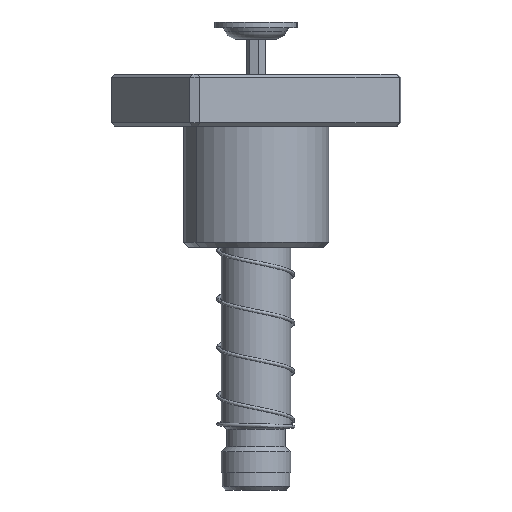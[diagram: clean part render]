
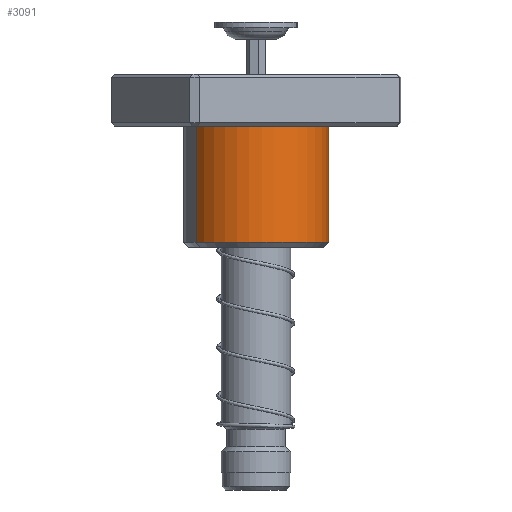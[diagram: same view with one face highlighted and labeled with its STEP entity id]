
A CAD part, front view. The second image highlights one B-rep face of the part: STEP entity #3091.
In plain terms, the highlighted cylindrical face has radius 21 mm (diameter 42 mm), a partial arc.
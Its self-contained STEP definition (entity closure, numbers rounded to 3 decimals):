
#14 = CARTESIAN_POINT ( 'NONE',  ( 0., -21., 15. ) ) ;
#179 = CARTESIAN_POINT ( 'NONE',  ( 0., 0., 15. ) ) ;
#454 = AXIS2_PLACEMENT_3D ( 'NONE', #179, #10003, #17709 ) ;
#2117 = CARTESIAN_POINT ( 'NONE',  ( -21., 0., 50. ) ) ;
#2779 = CIRCLE ( 'NONE', #15815, 21. ) ;
#3091 = ADVANCED_FACE ( 'NONE', ( #12100 ), #6135, .T. ) ;
#3938 = DIRECTION ( 'NONE',  ( 0., 0., -1. ) ) ;
#4477 = CARTESIAN_POINT ( 'NONE',  ( 21., 0., 48.5 ) ) ;
#4679 = CIRCLE ( 'NONE', #24595, 21. ) ;
#6135 = CYLINDRICAL_SURFACE ( 'NONE', #22877, 21. ) ;
#6518 = DIRECTION ( 'NONE',  ( -1., 0., 0. ) ) ;
#6870 = LINE ( 'NONE', #8173, #12536 ) ;
#6895 = LINE ( 'NONE', #2117, #14788 ) ;
#7769 = EDGE_CURVE ( 'NONE', #21633, #17513, #4679, .T. ) ;
#7908 = ORIENTED_EDGE ( 'NONE', *, *, #21456, .F. ) ;
#7943 = EDGE_CURVE ( 'NONE', #17513, #10624, #6895, .T. ) ;
#7959 = CARTESIAN_POINT ( 'NONE',  ( -21., 0., 15. ) ) ;
#8173 = CARTESIAN_POINT ( 'NONE',  ( 21., 0., 50. ) ) ;
#8605 = DIRECTION ( 'NONE',  ( 0., 0., -1. ) ) ;
#10003 = DIRECTION ( 'NONE',  ( 0., 0., 1. ) ) ;
#10624 = VERTEX_POINT ( 'NONE', #7959 ) ;
#10874 = DIRECTION ( 'NONE',  ( 0., 0., 1. ) ) ;
#11827 = EDGE_CURVE ( 'NONE', #10624, #13666, #22580, .T. ) ;
#12100 = FACE_OUTER_BOUND ( 'NONE', #25713, .T. ) ;
#12489 = DIRECTION ( 'NONE',  ( 0., 0., -1. ) ) ;
#12536 = VECTOR ( 'NONE', #3938, 1000. ) ;
#12640 = DIRECTION ( 'NONE',  ( 1., 0., 0. ) ) ;
#12960 = CARTESIAN_POINT ( 'NONE',  ( 21., 0., 15. ) ) ;
#13666 = VERTEX_POINT ( 'NONE', #14 ) ;
#14788 = VECTOR ( 'NONE', #12489, 1000. ) ;
#15247 = EDGE_CURVE ( 'NONE', #13666, #16999, #2779, .T. ) ;
#15815 = AXIS2_PLACEMENT_3D ( 'NONE', #20816, #10874, #12640 ) ;
#15953 = CARTESIAN_POINT ( 'NONE',  ( 0., 0., 48.5 ) ) ;
#16031 = DIRECTION ( 'NONE',  ( 1., 0., 0. ) ) ;
#16501 = ORIENTED_EDGE ( 'NONE', *, *, #7769, .T. ) ;
#16999 = VERTEX_POINT ( 'NONE', #12960 ) ;
#17513 = VERTEX_POINT ( 'NONE', #20756 ) ;
#17709 = DIRECTION ( 'NONE',  ( 1., 0., 0. ) ) ;
#17879 = DIRECTION ( 'NONE',  ( 0., 0., -1. ) ) ;
#20494 = ORIENTED_EDGE ( 'NONE', *, *, #15247, .T. ) ;
#20756 = CARTESIAN_POINT ( 'NONE',  ( -21., 0., 48.5 ) ) ;
#20816 = CARTESIAN_POINT ( 'NONE',  ( 0., 0., 15. ) ) ;
#21456 = EDGE_CURVE ( 'NONE', #21633, #16999, #6870, .T. ) ;
#21633 = VERTEX_POINT ( 'NONE', #4477 ) ;
#22580 = CIRCLE ( 'NONE', #454, 21. ) ;
#22704 = CARTESIAN_POINT ( 'NONE',  ( 0., 0., 50. ) ) ;
#22877 = AXIS2_PLACEMENT_3D ( 'NONE', #22704, #8605, #6518 ) ;
#24595 = AXIS2_PLACEMENT_3D ( 'NONE', #15953, #17879, #16031 ) ;
#25043 = ORIENTED_EDGE ( 'NONE', *, *, #11827, .T. ) ;
#25308 = ORIENTED_EDGE ( 'NONE', *, *, #7943, .T. ) ;
#25713 = EDGE_LOOP ( 'NONE', ( #7908, #16501, #25308, #25043, #20494 ) ) ;
